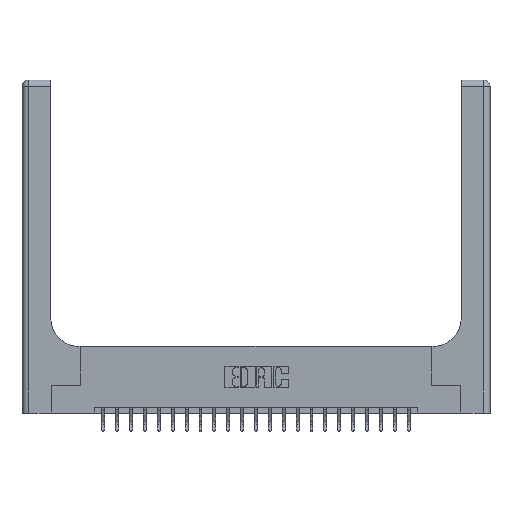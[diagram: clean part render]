
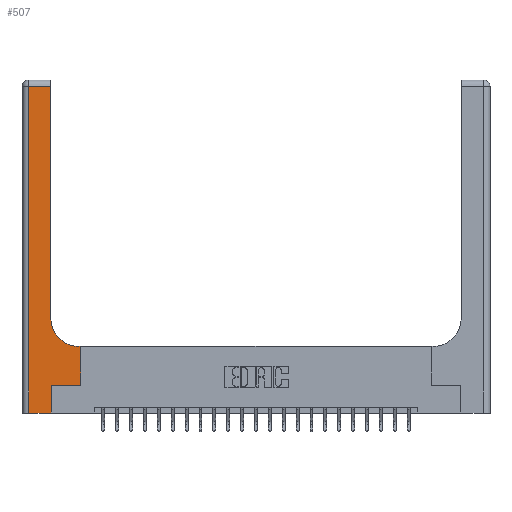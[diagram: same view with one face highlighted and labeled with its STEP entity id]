
A CAD part, top view. The second image highlights one B-rep face of the part: STEP entity #507.
In plain terms, the highlighted planar face has unit normal (0, 0, 1).
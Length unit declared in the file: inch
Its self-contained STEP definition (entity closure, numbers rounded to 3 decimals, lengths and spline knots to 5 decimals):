
#99 = CARTESIAN_POINT ( 'NONE',  ( 0.265, 0., 0.37 ) ) ;
#219 = EDGE_CURVE ( 'NONE', #21705, #13008, #1203, .T. ) ;
#507 = ADVANCED_FACE ( 'NONE', ( #13452 ), #5749, .F. ) ;
#563 = VERTEX_POINT ( 'NONE', #7971 ) ;
#757 = DIRECTION ( 'NONE',  ( 0., 0., -1. ) ) ;
#777 = CARTESIAN_POINT ( 'NONE',  ( 0., 2.94, 0.37 ) ) ;
#862 = ORIENTED_EDGE ( 'NONE', *, *, #9928, .T. ) ;
#1203 = LINE ( 'NONE', #10601, #17639 ) ;
#1791 = VECTOR ( 'NONE', #2138, 39.37008 ) ;
#1872 = DIRECTION ( 'NONE',  ( 0., 1., 0. ) ) ;
#2071 = CARTESIAN_POINT ( 'NONE',  ( 0.06, 2.94, 0.37 ) ) ;
#2098 = CARTESIAN_POINT ( 'NONE',  ( 0.528, 0.25, 0.37 ) ) ;
#2138 = DIRECTION ( 'NONE',  ( 1., 0., 0. ) ) ;
#2436 = LINE ( 'NONE', #15502, #21322 ) ;
#2891 = ORIENTED_EDGE ( 'NONE', *, *, #4194, .T. ) ;
#2969 = DIRECTION ( 'NONE',  ( 1., 0., 0. ) ) ;
#3439 = ORIENTED_EDGE ( 'NONE', *, *, #18073, .T. ) ;
#4028 = DIRECTION ( 'NONE',  ( 0., 1., 0. ) ) ;
#4170 = DIRECTION ( 'NONE',  ( -1., 0., 0. ) ) ;
#4194 = EDGE_CURVE ( 'NONE', #13008, #9657, #5248, .T. ) ;
#4319 = EDGE_CURVE ( 'NONE', #12874, #6861, #14985, .T. ) ;
#4379 = CARTESIAN_POINT ( 'NONE',  ( 0.06, 0., 0.37 ) ) ;
#4844 = LINE ( 'NONE', #12474, #1791 ) ;
#4975 = DIRECTION ( 'NONE',  ( 0., 0., -1. ) ) ;
#5047 = EDGE_CURVE ( 'NONE', #563, #13170, #22505, .T. ) ;
#5248 = CIRCLE ( 'NONE', #14081, 0.25 ) ;
#5276 = ORIENTED_EDGE ( 'NONE', *, *, #17517, .T. ) ;
#5749 = PLANE ( 'NONE',  #13749 ) ;
#5832 = CARTESIAN_POINT ( 'NONE',  ( 0.06, 3., 0.37 ) ) ;
#6153 = VECTOR ( 'NONE', #1872, 39.37008 ) ;
#6324 = VERTEX_POINT ( 'NONE', #4379 ) ;
#6861 = VERTEX_POINT ( 'NONE', #2071 ) ;
#7097 = VECTOR ( 'NONE', #4028, 39.37008 ) ;
#7140 = DIRECTION ( 'NONE',  ( -1., 0., 0. ) ) ;
#7282 = DIRECTION ( 'NONE',  ( -1., 0., 0. ) ) ;
#7408 = VECTOR ( 'NONE', #14849, 39.37008 ) ;
#7971 = CARTESIAN_POINT ( 'NONE',  ( 0.265, 0., 0.37 ) ) ;
#7972 = CARTESIAN_POINT ( 'NONE',  ( 0.26, 3., 0.37 ) ) ;
#9230 = CARTESIAN_POINT ( 'NONE',  ( 0.51, 0.6, 0.37 ) ) ;
#9585 = LINE ( 'NONE', #2098, #7097 ) ;
#9657 = VERTEX_POINT ( 'NONE', #22253 ) ;
#9928 = EDGE_CURVE ( 'NONE', #6324, #563, #2436, .T. ) ;
#9938 = VECTOR ( 'NONE', #7140, 39.37008 ) ;
#10022 = ORIENTED_EDGE ( 'NONE', *, *, #5047, .T. ) ;
#10601 = CARTESIAN_POINT ( 'NONE',  ( 0.26, 0.6, 0.37 ) ) ;
#10743 = VECTOR ( 'NONE', #11618, 39.37008 ) ;
#11007 = LINE ( 'NONE', #5832, #7408 ) ;
#11199 = EDGE_CURVE ( 'NONE', #6861, #6324, #11007, .T. ) ;
#11618 = DIRECTION ( 'NONE',  ( 0., 1., 0. ) ) ;
#12474 = CARTESIAN_POINT ( 'NONE',  ( 0.265, 0.25, 0.37 ) ) ;
#12874 = VERTEX_POINT ( 'NONE', #14216 ) ;
#13008 = VERTEX_POINT ( 'NONE', #9230 ) ;
#13170 = VERTEX_POINT ( 'NONE', #19022 ) ;
#13452 = FACE_OUTER_BOUND ( 'NONE', #15185, .T. ) ;
#13749 = AXIS2_PLACEMENT_3D ( 'NONE', #21818, #757, #4170 ) ;
#14081 = AXIS2_PLACEMENT_3D ( 'NONE', #22832, #4975, #17190 ) ;
#14216 = CARTESIAN_POINT ( 'NONE',  ( 0.26, 2.94, 0.37 ) ) ;
#14475 = CARTESIAN_POINT ( 'NONE',  ( 0.528, 0.25, 0.37 ) ) ;
#14849 = DIRECTION ( 'NONE',  ( 0., -1., 0. ) ) ;
#14985 = LINE ( 'NONE', #777, #9938 ) ;
#15185 = EDGE_LOOP ( 'NONE', ( #15897, #22658, #20571, #862, #10022, #3439, #5276, #15306, #2891 ) ) ;
#15261 = VERTEX_POINT ( 'NONE', #14475 ) ;
#15306 = ORIENTED_EDGE ( 'NONE', *, *, #219, .T. ) ;
#15502 = CARTESIAN_POINT ( 'NONE',  ( 0., 0., 0.37 ) ) ;
#15897 = ORIENTED_EDGE ( 'NONE', *, *, #16268, .T. ) ;
#16268 = EDGE_CURVE ( 'NONE', #9657, #12874, #17191, .T. ) ;
#17190 = DIRECTION ( 'NONE',  ( 1., 0., 0. ) ) ;
#17191 = LINE ( 'NONE', #7972, #10743 ) ;
#17466 = CARTESIAN_POINT ( 'NONE',  ( 0.528, 0.6, 0.37 ) ) ;
#17517 = EDGE_CURVE ( 'NONE', #15261, #21705, #9585, .T. ) ;
#17639 = VECTOR ( 'NONE', #7282, 39.37008 ) ;
#18073 = EDGE_CURVE ( 'NONE', #13170, #15261, #4844, .T. ) ;
#19022 = CARTESIAN_POINT ( 'NONE',  ( 0.265, 0.25, 0.37 ) ) ;
#20571 = ORIENTED_EDGE ( 'NONE', *, *, #11199, .T. ) ;
#21322 = VECTOR ( 'NONE', #2969, 39.37008 ) ;
#21705 = VERTEX_POINT ( 'NONE', #17466 ) ;
#21818 = CARTESIAN_POINT ( 'NONE',  ( 0., 3., 0.37 ) ) ;
#22253 = CARTESIAN_POINT ( 'NONE',  ( 0.26, 0.85, 0.37 ) ) ;
#22505 = LINE ( 'NONE', #99, #6153 ) ;
#22658 = ORIENTED_EDGE ( 'NONE', *, *, #4319, .T. ) ;
#22832 = CARTESIAN_POINT ( 'NONE',  ( 0.51, 0.85, 0.37 ) ) ;
